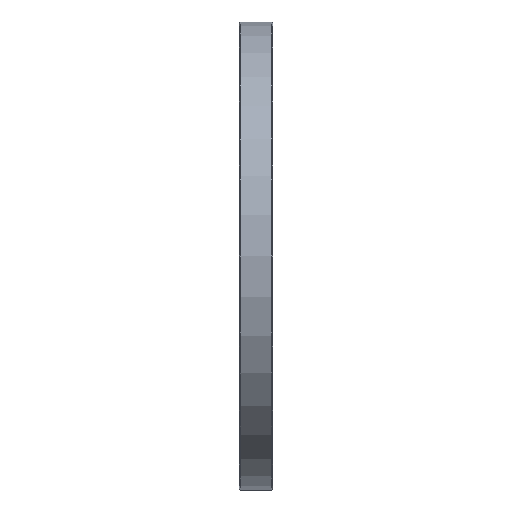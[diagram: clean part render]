
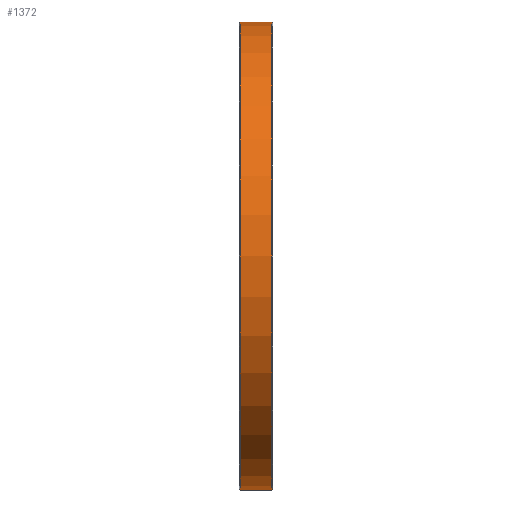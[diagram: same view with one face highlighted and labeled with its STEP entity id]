
A CAD part, left-side view. The second image highlights one B-rep face of the part: STEP entity #1372.
In plain terms, the highlighted cylindrical face has radius 112.5 mm (diameter 225 mm), a partial arc.
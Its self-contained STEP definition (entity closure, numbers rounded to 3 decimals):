
#37 = VECTOR ( 'NONE', #1301, 1000. ) ;
#52 = VERTEX_POINT ( 'NONE', #650 ) ;
#53 = CYLINDRICAL_SURFACE ( 'NONE', #1007, 112.5 ) ;
#82 = LINE ( 'NONE', #842, #1165 ) ;
#117 = CIRCLE ( 'NONE', #261, 112.5 ) ;
#130 = DIRECTION ( 'NONE',  ( 0., -1., 0. ) ) ;
#169 = ORIENTED_EDGE ( 'NONE', *, *, #669, .T. ) ;
#229 = EDGE_CURVE ( 'NONE', #52, #807, #117, .T. ) ;
#250 = VERTEX_POINT ( 'NONE', #723 ) ;
#261 = AXIS2_PLACEMENT_3D ( 'NONE', #1338, #1547, #1377 ) ;
#265 = DIRECTION ( 'NONE',  ( 0., 1., 0. ) ) ;
#295 = LINE ( 'NONE', #1307, #37 ) ;
#551 = CARTESIAN_POINT ( 'NONE',  ( 0., 15.6, -112.5 ) ) ;
#595 = CIRCLE ( 'NONE', #871, 112.5 ) ;
#596 = ORIENTED_EDGE ( 'NONE', *, *, #229, .T. ) ;
#650 = CARTESIAN_POINT ( 'NONE',  ( 0., 15.6, 112.5 ) ) ;
#653 = ORIENTED_EDGE ( 'NONE', *, *, #859, .F. ) ;
#669 = EDGE_CURVE ( 'NONE', #807, #1270, #82, .T. ) ;
#683 = DIRECTION ( 'NONE',  ( 0., 0., -1. ) ) ;
#723 = CARTESIAN_POINT ( 'NONE',  ( 0., 0.4, 112.5 ) ) ;
#807 = VERTEX_POINT ( 'NONE', #551 ) ;
#842 = CARTESIAN_POINT ( 'NONE',  ( 0., 16., -112.5 ) ) ;
#859 = EDGE_CURVE ( 'NONE', #52, #250, #295, .T. ) ;
#871 = AXIS2_PLACEMENT_3D ( 'NONE', #1563, #265, #1569 ) ;
#890 = ORIENTED_EDGE ( 'NONE', *, *, #1060, .T. ) ;
#975 = DIRECTION ( 'NONE',  ( 0., -1., 0. ) ) ;
#1007 = AXIS2_PLACEMENT_3D ( 'NONE', #1711, #975, #683 ) ;
#1060 = EDGE_CURVE ( 'NONE', #1270, #250, #595, .T. ) ;
#1131 = FACE_OUTER_BOUND ( 'NONE', #1660, .T. ) ;
#1165 = VECTOR ( 'NONE', #130, 1000. ) ;
#1270 = VERTEX_POINT ( 'NONE', #1550 ) ;
#1301 = DIRECTION ( 'NONE',  ( 0., -1., 0. ) ) ;
#1307 = CARTESIAN_POINT ( 'NONE',  ( 0., 16., 112.5 ) ) ;
#1338 = CARTESIAN_POINT ( 'NONE',  ( 0., 15.6, 0. ) ) ;
#1372 = ADVANCED_FACE ( 'NONE', ( #1131 ), #53, .T. ) ;
#1377 = DIRECTION ( 'NONE',  ( 0., 0., 1. ) ) ;
#1547 = DIRECTION ( 'NONE',  ( 0., -1., 0. ) ) ;
#1550 = CARTESIAN_POINT ( 'NONE',  ( 0., 0.4, -112.5 ) ) ;
#1563 = CARTESIAN_POINT ( 'NONE',  ( 0., 0.4, 0. ) ) ;
#1569 = DIRECTION ( 'NONE',  ( 0., 0., 1. ) ) ;
#1660 = EDGE_LOOP ( 'NONE', ( #653, #596, #169, #890 ) ) ;
#1711 = CARTESIAN_POINT ( 'NONE',  ( 0., 16., 0. ) ) ;
